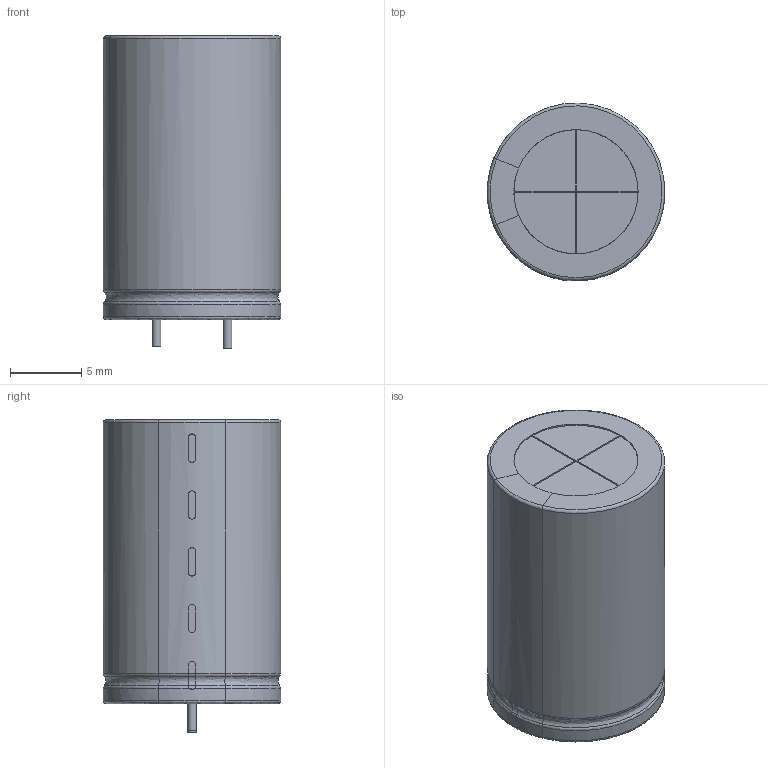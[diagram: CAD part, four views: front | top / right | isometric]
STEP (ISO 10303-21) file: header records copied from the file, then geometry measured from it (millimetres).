
FILE_DESCRIPTION(/* description */ ('model of CP_Radial_D12.5mm_L20.0mm_P5.0mm'),/* implementation_level */ '2;1');
FILE_NAME(/* name */ 'CP_Radial_D12.5mm_L20.0mm_P5.0mm.step',/* time_stamp */ '2021-10-16T18:04:06',/* author */ ('kicad StepUp','ksu'),/* organization */ ('FreeCAD'),/* preprocessor_version */ 'OCC',/* originating_system */ 'kicad StepUp',/* authorisation */ '');
FILE_SCHEMA(('AUTOMOTIVE_DESIGN { 1 0 10303 214 1 1 1 1 }'));
Length unit declared in the file: millimetre
Products named in the file (1): CP_Radial_D125mm_L200mm_P50mm
Bounding box: 12.5 x 12.5 x 22 mm (x, y, z)
Volume: 2425.9 mm3; surface area: 1170.3 mm2
Topology: 1 solids, 2 shells, 57 faces, 154 edges, 107 vertices
Faces by surface type: plane 23, cylinder 18, bspline 8, revolution 6, torus 2
Full cylindrical faces by diameter (mm): 0.6 x2
Entity records: 5567 total; most frequent: CARTESIAN_POINT 2467, DIRECTION 431, ORIENTED_EDGE 308, PCURVE 308, DEFINITIONAL_REPRESENTATION 308, LINE 200, VECTOR 200, B_SPLINE_CURVE_WITH_KNOTS 182
